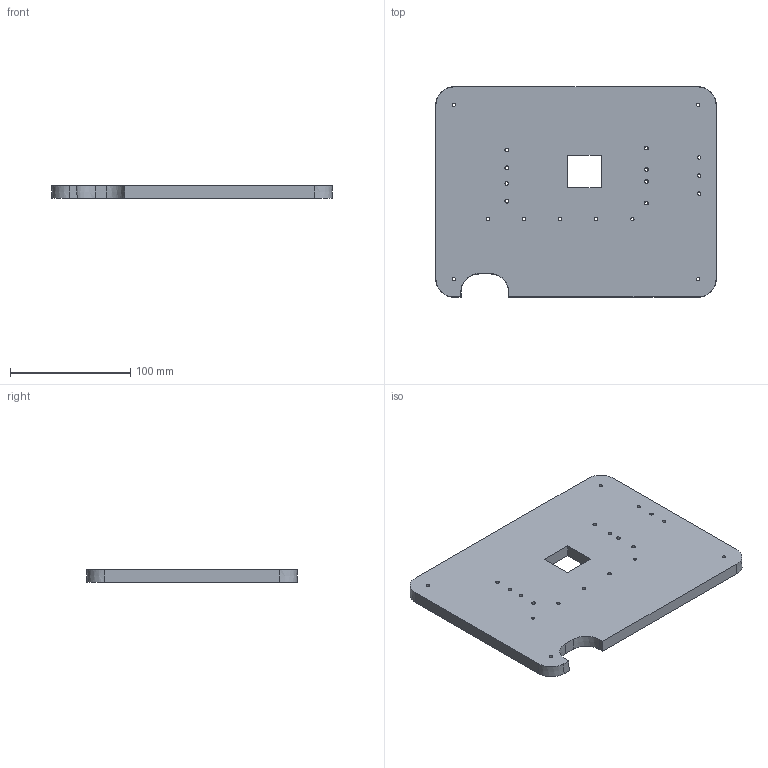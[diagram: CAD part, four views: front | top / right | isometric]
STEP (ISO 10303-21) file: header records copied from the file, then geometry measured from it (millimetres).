
FILE_DESCRIPTION(/* description */ (''),/* implementation_level */ '2;1');
FILE_NAME(/* name */ '60_Planktoscope_MicroscopeHolder_Bottom_v0.stp',/* time_stamp */ '2024-06-30T10:28:41+02:00',/* author */ ('diederichbenedict'),/* organization */ (''),/* preprocessor_version */ 'ST-DEVELOPER v20',/* originating_system */ 'Autodesk Inventor 2024',/* authorisation */ '');
FILE_SCHEMA (('AUTOMOTIVE_DESIGN { 1 0 10303 214 3 1 1 }'));
Length unit declared in the file: millimetre
Products named in the file (1): 60_Planktoscope_MicroscopeHolder_Bottom_v0
Bounding box: 233 x 174.85 x 10 mm (x, y, z)
Volume: 389262.5 mm3; surface area: 88906.5 mm2
Topology: 1 solids, 1 shells, 40 faces, 114 edges, 76 vertices
Faces by surface type: plane 14, cone 14, cylinder 12
Full cylindrical faces by diameter (mm): 2.8 x12
Entity records: 1457 total; most frequent: DIRECTION 248, CARTESIAN_POINT 231, ORIENTED_EDGE 228, EDGE_CURVE 114, AXIS2_PLACEMENT_3D 93, EDGE_LOOP 82, VERTEX_POINT 76, LINE 62
